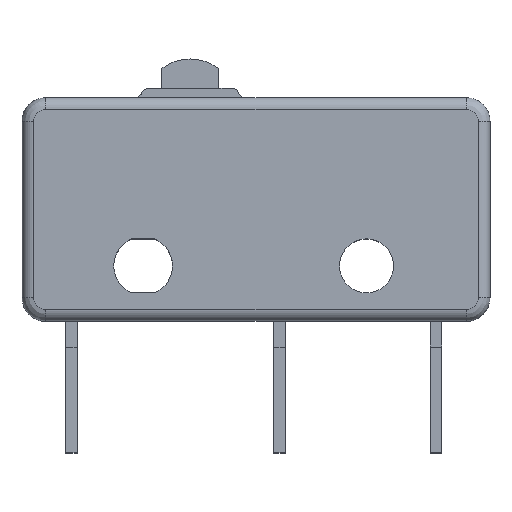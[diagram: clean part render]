
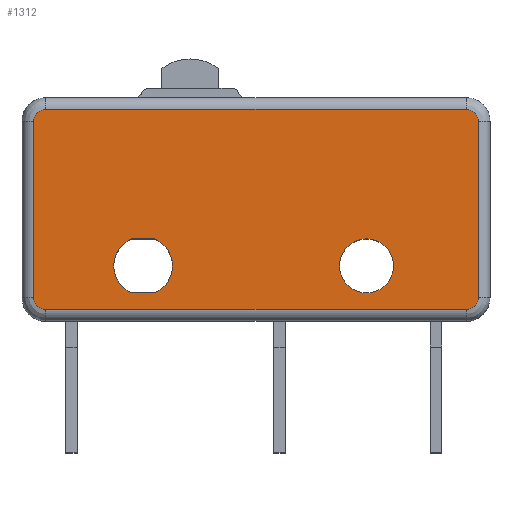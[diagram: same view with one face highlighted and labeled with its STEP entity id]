
A CAD part, top view. The second image highlights one B-rep face of the part: STEP entity #1312.
In plain terms, the highlighted planar face has unit normal (0, 0, 1).
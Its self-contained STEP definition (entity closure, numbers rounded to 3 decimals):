
#67=FACE_BOUND('',#240,.T.);
#68=FACE_BOUND('',#241,.T.);
#87=PLANE('',#1434);
#154=FACE_OUTER_BOUND('',#239,.T.);
#239=EDGE_LOOP('',(#1058,#1059,#1060,#1061,#1062,#1063,#1064,#1065));
#240=EDGE_LOOP('',(#1066,#1067,#1068,#1069));
#241=EDGE_LOOP('',(#1070));
#341=LINE('',#2109,#465);
#342=LINE('',#2125,#466);
#343=LINE('',#2141,#467);
#344=LINE('',#2157,#468);
#349=LINE('',#2170,#473);
#350=LINE('',#2173,#474);
#465=VECTOR('',#1649,10.);
#466=VECTOR('',#1658,10.);
#467=VECTOR('',#1667,10.);
#468=VECTOR('',#1676,10.);
#473=VECTOR('',#1691,10.);
#474=VECTOR('',#1694,10.);
#573=CIRCLE('',#1414,0.5);
#578=CIRCLE('',#1420,0.5);
#581=CIRCLE('',#1424,0.5);
#585=CIRCLE('',#1429,0.5);
#586=CIRCLE('',#1435,1.25);
#587=CIRCLE('',#1436,1.25);
#588=CIRCLE('',#1437,1.15);
#656=VERTEX_POINT('',#2098);
#657=VERTEX_POINT('',#2100);
#659=VERTEX_POINT('',#2106);
#660=VERTEX_POINT('',#2119);
#661=VERTEX_POINT('',#2123);
#662=VERTEX_POINT('',#2135);
#663=VERTEX_POINT('',#2139);
#664=VERTEX_POINT('',#2151);
#666=VERTEX_POINT('',#2166);
#667=VERTEX_POINT('',#2167);
#668=VERTEX_POINT('',#2169);
#669=VERTEX_POINT('',#2171);
#670=VERTEX_POINT('',#2174);
#794=EDGE_CURVE('',#656,#657,#573,.T.);
#799=EDGE_CURVE('',#657,#659,#341,.T.);
#801=EDGE_CURVE('',#659,#660,#578,.T.);
#803=EDGE_CURVE('',#660,#661,#342,.T.);
#805=EDGE_CURVE('',#661,#662,#581,.T.);
#807=EDGE_CURVE('',#662,#663,#343,.T.);
#810=EDGE_CURVE('',#663,#664,#585,.T.);
#811=EDGE_CURVE('',#664,#656,#344,.T.);
#816=EDGE_CURVE('',#666,#667,#586,.T.);
#817=EDGE_CURVE('',#667,#668,#349,.T.);
#818=EDGE_CURVE('',#668,#669,#587,.T.);
#819=EDGE_CURVE('',#669,#666,#350,.T.);
#820=EDGE_CURVE('',#670,#670,#588,.T.);
#1058=ORIENTED_EDGE('',*,*,#794,.F.);
#1059=ORIENTED_EDGE('',*,*,#811,.F.);
#1060=ORIENTED_EDGE('',*,*,#810,.F.);
#1061=ORIENTED_EDGE('',*,*,#807,.F.);
#1062=ORIENTED_EDGE('',*,*,#805,.F.);
#1063=ORIENTED_EDGE('',*,*,#803,.F.);
#1064=ORIENTED_EDGE('',*,*,#801,.F.);
#1065=ORIENTED_EDGE('',*,*,#799,.F.);
#1066=ORIENTED_EDGE('',*,*,#816,.T.);
#1067=ORIENTED_EDGE('',*,*,#817,.T.);
#1068=ORIENTED_EDGE('',*,*,#818,.T.);
#1069=ORIENTED_EDGE('',*,*,#819,.T.);
#1070=ORIENTED_EDGE('',*,*,#820,.T.);
#1312=ADVANCED_FACE('',(#154,#67,#68),#87,.T.);
#1414=AXIS2_PLACEMENT_3D('',#2101,#1638,#1639);
#1420=AXIS2_PLACEMENT_3D('',#2121,#1652,#1653);
#1424=AXIS2_PLACEMENT_3D('',#2137,#1661,#1662);
#1429=AXIS2_PLACEMENT_3D('',#2155,#1672,#1673);
#1434=AXIS2_PLACEMENT_3D('',#2165,#1687,#1688);
#1435=AXIS2_PLACEMENT_3D('',#2168,#1689,#1690);
#1436=AXIS2_PLACEMENT_3D('',#2172,#1692,#1693);
#1437=AXIS2_PLACEMENT_3D('',#2175,#1695,#1696);
#1638=DIRECTION('center_axis',(0.,0.,-1.));
#1639=DIRECTION('ref_axis',(-0.707,0.707,0.));
#1649=DIRECTION('',(1.,0.,0.));
#1652=DIRECTION('center_axis',(0.,0.,-1.));
#1653=DIRECTION('ref_axis',(0.707,0.707,0.));
#1658=DIRECTION('',(0.,-1.,0.));
#1661=DIRECTION('center_axis',(0.,0.,-1.));
#1662=DIRECTION('ref_axis',(0.707,-0.707,0.));
#1667=DIRECTION('',(-1.,0.,0.));
#1672=DIRECTION('center_axis',(0.,0.,-1.));
#1673=DIRECTION('ref_axis',(-0.707,-0.707,0.));
#1676=DIRECTION('',(0.,1.,0.));
#1687=DIRECTION('center_axis',(0.,0.,1.));
#1688=DIRECTION('ref_axis',(1.,0.,0.));
#1689=DIRECTION('center_axis',(0.,0.,-1.));
#1690=DIRECTION('ref_axis',(0.392,-0.92,0.));
#1691=DIRECTION('',(1.,0.,0.));
#1692=DIRECTION('center_axis',(0.,0.,-1.));
#1693=DIRECTION('ref_axis',(-0.392,0.92,0.));
#1694=DIRECTION('',(-1.,0.,0.));
#1695=DIRECTION('center_axis',(0.,0.,-1.));
#1696=DIRECTION('ref_axis',(-1.,0.,0.));
#2098=CARTESIAN_POINT('',(-9.45,3.75,3.2));
#2100=CARTESIAN_POINT('',(-8.95,4.25,3.2));
#2101=CARTESIAN_POINT('Origin',(-8.95,3.75,3.2));
#2106=CARTESIAN_POINT('',(8.95,4.25,3.2));
#2109=CARTESIAN_POINT('',(4.975,4.25,3.2));
#2119=CARTESIAN_POINT('',(9.45,3.75,3.2));
#2121=CARTESIAN_POINT('Origin',(8.95,3.75,3.2));
#2123=CARTESIAN_POINT('',(9.45,-3.75,3.2));
#2125=CARTESIAN_POINT('',(9.45,-2.375,3.2));
#2135=CARTESIAN_POINT('',(8.95,-4.25,3.2));
#2137=CARTESIAN_POINT('Origin',(8.95,-3.75,3.2));
#2139=CARTESIAN_POINT('',(-8.95,-4.25,3.2));
#2141=CARTESIAN_POINT('',(-4.975,-4.25,3.2));
#2151=CARTESIAN_POINT('',(-9.45,-3.75,3.2));
#2155=CARTESIAN_POINT('Origin',(-8.95,-3.75,3.2));
#2157=CARTESIAN_POINT('',(-9.45,2.375,3.2));
#2165=CARTESIAN_POINT('Origin',(0.,0.,
3.2));
#2166=CARTESIAN_POINT('',(-5.29,-3.55,3.2));
#2167=CARTESIAN_POINT('',(-5.29,-1.25,3.2));
#2168=CARTESIAN_POINT('Origin',(-4.8,-2.4,3.2));
#2169=CARTESIAN_POINT('',(-4.31,-1.25,3.2));
#2170=CARTESIAN_POINT('',(-2.645,-1.25,3.2));
#2171=CARTESIAN_POINT('',(-4.31,-3.55,3.2));
#2172=CARTESIAN_POINT('Origin',(-4.8,-2.4,3.2));
#2173=CARTESIAN_POINT('',(-2.155,-3.55,3.2));
#2174=CARTESIAN_POINT('',(5.85,-2.4,3.2));
#2175=CARTESIAN_POINT('Origin',(4.7,-2.4,3.2));
